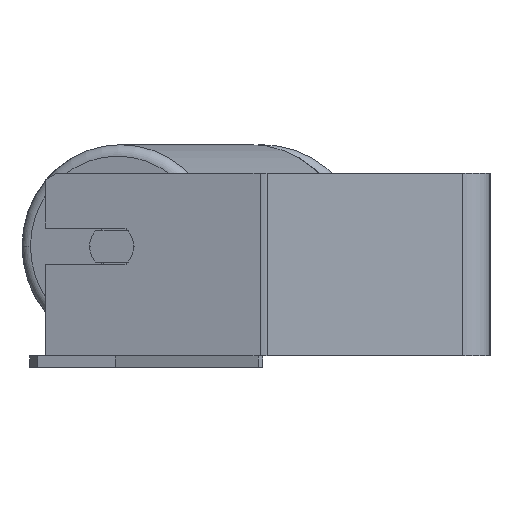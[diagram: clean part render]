
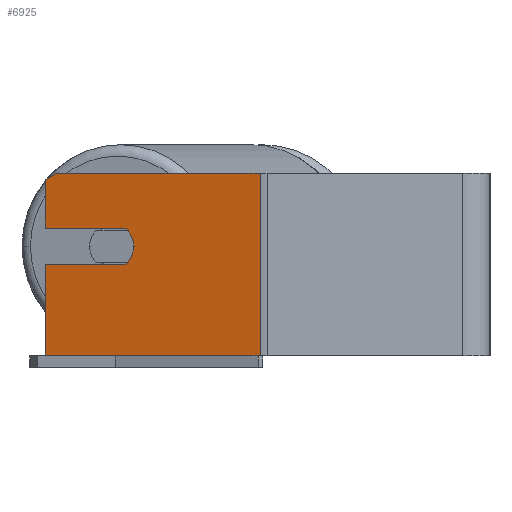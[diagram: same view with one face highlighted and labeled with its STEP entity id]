
A CAD part, left-side view. The second image highlights one B-rep face of the part: STEP entity #6925.
In plain terms, the highlighted planar face has unit normal (-0.966, 0.259, 0).
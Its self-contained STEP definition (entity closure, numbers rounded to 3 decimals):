
#45 = VECTOR ( 'NONE', #5059, 1000. ) ;
#49 = ORIENTED_EDGE ( 'NONE', *, *, #6374, .F. ) ;
#122 = DIRECTION ( 'NONE',  ( -0.966, 0.259, 0. ) ) ;
#177 = CARTESIAN_POINT ( 'NONE',  ( -374.416, 194.667, 40. ) ) ;
#231 = CARTESIAN_POINT ( 'NONE',  ( -374.416, 194.667, 40. ) ) ;
#379 = LINE ( 'NONE', #3083, #45 ) ;
#807 = CARTESIAN_POINT ( 'NONE',  ( -382.18, 165.69, 8. ) ) ;
#873 = ORIENTED_EDGE ( 'NONE', *, *, #3648, .F. ) ;
#919 = AXIS2_PLACEMENT_3D ( 'NONE', #807, #122, #2366 ) ;
#924 = VECTOR ( 'NONE', #1070, 1000. ) ;
#964 = DIRECTION ( 'NONE',  ( -0.259, -0.966, 0. ) ) ;
#966 = ORIENTED_EDGE ( 'NONE', *, *, #7334, .F. ) ;
#1070 = DIRECTION ( 'NONE',  ( 0., 0., -1. ) ) ;
#1194 = DIRECTION ( 'NONE',  ( 0., 0., -1. ) ) ;
#1439 = ORIENTED_EDGE ( 'NONE', *, *, #6881, .F. ) ;
#1681 = DIRECTION ( 'NONE',  ( 0.259, 0.966, 0. ) ) ;
#1765 = EDGE_CURVE ( 'NONE', #2035, #6713, #2358, .T. ) ;
#1908 = EDGE_CURVE ( 'NONE', #3928, #7074, #6597, .T. ) ;
#1914 = VERTEX_POINT ( 'NONE', #7993 ) ;
#1976 = CARTESIAN_POINT ( 'NONE',  ( -374.416, 194.667, -40. ) ) ;
#2035 = VERTEX_POINT ( 'NONE', #1976 ) ;
#2248 = VERTEX_POINT ( 'NONE', #4440 ) ;
#2280 = DIRECTION ( 'NONE',  ( 0.966, -0.259, 0. ) ) ;
#2358 = LINE ( 'NONE', #2914, #5885 ) ;
#2366 = DIRECTION ( 'NONE',  ( -0.259, -0.966, 0. ) ) ;
#2428 = LINE ( 'NONE', #177, #4392 ) ;
#2468 = ORIENTED_EDGE ( 'NONE', *, *, #1908, .T. ) ;
#2677 = CIRCLE ( 'NONE', #919, 10. ) ;
#2832 = AXIS2_PLACEMENT_3D ( 'NONE', #4921, #7853, #7813 ) ;
#2844 = VECTOR ( 'NONE', #9039, 1000. ) ;
#2914 = CARTESIAN_POINT ( 'NONE',  ( -374.416, 194.667, -40. ) ) ;
#2929 = EDGE_CURVE ( 'NONE', #3423, #1914, #7640, .T. ) ;
#3083 = CARTESIAN_POINT ( 'NONE',  ( -383.733, 159.894, 0. ) ) ;
#3096 = VECTOR ( 'NONE', #1194, 1000. ) ;
#3372 = CARTESIAN_POINT ( 'NONE',  ( -399.591, 100.712, -40. ) ) ;
#3376 = LINE ( 'NONE', #9002, #2844 ) ;
#3423 = VERTEX_POINT ( 'NONE', #6727 ) ;
#3577 = ORIENTED_EDGE ( 'NONE', *, *, #5332, .T. ) ;
#3648 = EDGE_CURVE ( 'NONE', #2248, #7306, #7274, .T. ) ;
#3928 = VERTEX_POINT ( 'NONE', #9044 ) ;
#4203 = CARTESIAN_POINT ( 'NONE',  ( -383.733, 159.894, 0. ) ) ;
#4379 = VERTEX_POINT ( 'NONE', #4203 ) ;
#4392 = VECTOR ( 'NONE', #5800, 1000. ) ;
#4440 = CARTESIAN_POINT ( 'NONE',  ( -375.71, 189.838, 40. ) ) ;
#4538 = CARTESIAN_POINT ( 'NONE',  ( -399.591, 100.712, 40. ) ) ;
#4758 = CARTESIAN_POINT ( 'NONE',  ( -383.733, 159.894, 16. ) ) ;
#4921 = CARTESIAN_POINT ( 'NONE',  ( -382.18, 165.69, 8. ) ) ;
#5059 = DIRECTION ( 'NONE',  ( -0.259, -0.966, 0. ) ) ;
#5107 = EDGE_CURVE ( 'NONE', #1914, #7074, #5360, .T. ) ;
#5141 = DIRECTION ( 'NONE',  ( -0.259, -0.966, 0. ) ) ;
#5332 = EDGE_CURVE ( 'NONE', #6573, #2035, #2428, .T. ) ;
#5360 = LINE ( 'NONE', #4758, #8916 ) ;
#5602 = VECTOR ( 'NONE', #964, 1000. ) ;
#5754 = FACE_OUTER_BOUND ( 'NONE', #7733, .T. ) ;
#5800 = DIRECTION ( 'NONE',  ( 0., 0., -1. ) ) ;
#5885 = VECTOR ( 'NONE', #5141, 1000. ) ;
#6019 = ORIENTED_EDGE ( 'NONE', *, *, #2929, .F. ) ;
#6116 = CARTESIAN_POINT ( 'NONE',  ( -374.416, 194.667, 0. ) ) ;
#6374 = EDGE_CURVE ( 'NONE', #7306, #6713, #7555, .T. ) ;
#6478 = PLANE ( 'NONE',  #7207 ) ;
#6573 = VERTEX_POINT ( 'NONE', #6116 ) ;
#6589 = CARTESIAN_POINT ( 'NONE',  ( -374.416, 194.667, 16. ) ) ;
#6597 = LINE ( 'NONE', #6818, #924 ) ;
#6713 = VERTEX_POINT ( 'NONE', #3372 ) ;
#6727 = CARTESIAN_POINT ( 'NONE',  ( -384.769, 156.03, 8. ) ) ;
#6818 = CARTESIAN_POINT ( 'NONE',  ( -374.416, 194.667, 40. ) ) ;
#6847 = ORIENTED_EDGE ( 'NONE', *, *, #7840, .T. ) ;
#6881 = EDGE_CURVE ( 'NONE', #4379, #3423, #2677, .T. ) ;
#6925 = ADVANCED_FACE ( 'NONE', ( #5754 ), #6478, .F. ) ;
#7043 = ORIENTED_EDGE ( 'NONE', *, *, #1765, .T. ) ;
#7074 = VERTEX_POINT ( 'NONE', #6589 ) ;
#7207 = AXIS2_PLACEMENT_3D ( 'NONE', #8553, #2280, #1681 ) ;
#7235 = ORIENTED_EDGE ( 'NONE', *, *, #5107, .F. ) ;
#7274 = LINE ( 'NONE', #231, #5602 ) ;
#7306 = VERTEX_POINT ( 'NONE', #4538 ) ;
#7334 = EDGE_CURVE ( 'NONE', #6573, #4379, #379, .T. ) ;
#7555 = LINE ( 'NONE', #8925, #3096 ) ;
#7640 = CIRCLE ( 'NONE', #2832, 10. ) ;
#7733 = EDGE_LOOP ( 'NONE', ( #873, #6847, #2468, #7235, #6019, #1439, #966, #3577, #7043, #49 ) ) ;
#7813 = DIRECTION ( 'NONE',  ( -0.259, -0.966, 0. ) ) ;
#7840 = EDGE_CURVE ( 'NONE', #2248, #3928, #3376, .T. ) ;
#7853 = DIRECTION ( 'NONE',  ( -0.966, 0.259, 0. ) ) ;
#7993 = CARTESIAN_POINT ( 'NONE',  ( -383.733, 159.894, 16. ) ) ;
#8159 = DIRECTION ( 'NONE',  ( 0.259, 0.966, 0. ) ) ;
#8553 = CARTESIAN_POINT ( 'NONE',  ( -374.416, 194.667, 40. ) ) ;
#8916 = VECTOR ( 'NONE', #8159, 1000. ) ;
#8925 = CARTESIAN_POINT ( 'NONE',  ( -399.591, 100.712, 40. ) ) ;
#9002 = CARTESIAN_POINT ( 'NONE',  ( -374.416, 194.667, 37.113 ) ) ;
#9039 = DIRECTION ( 'NONE',  ( 0.224, 0.837, -0.5 ) ) ;
#9044 = CARTESIAN_POINT ( 'NONE',  ( -374.416, 194.667, 37.113 ) ) ;
